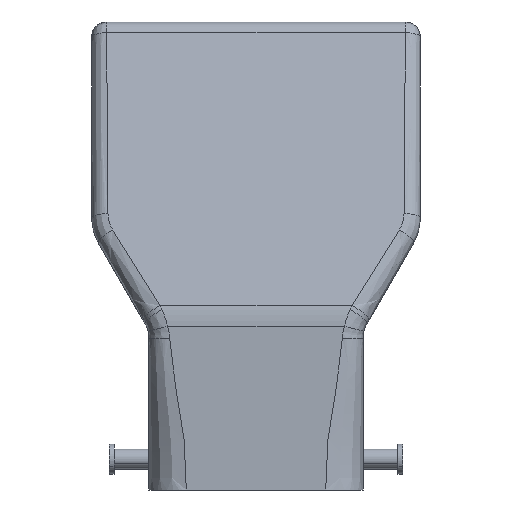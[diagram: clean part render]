
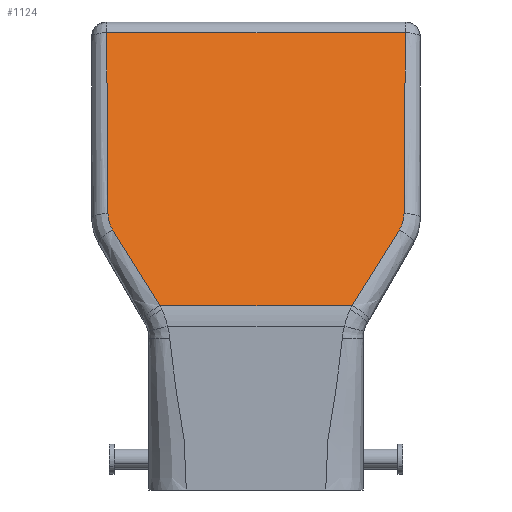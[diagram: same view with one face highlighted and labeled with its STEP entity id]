
A CAD part, front view. The second image highlights one B-rep face of the part: STEP entity #1124.
In plain terms, the highlighted planar face has unit normal (0, -0.961, 0.276).
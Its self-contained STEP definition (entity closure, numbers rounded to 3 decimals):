
#1005=AXIS2_PLACEMENT_3D('Plane Axis2P3D',#1002,#1003,#1004) ;
#326=CARTESIAN_POINT('Vertex',(3.,16.295,91.827)) ;
#329=CARTESIAN_POINT('Line Origine',(49.5,16.295,91.827)) ;
#333=CARTESIAN_POINT('Vertex',(62.999,16.295,91.827)) ;
#1002=CARTESIAN_POINT('Axis2P3D Location',(33.,0.,35.)) ;
#1008=CARTESIAN_POINT('Control Point',(61.757,4.931,52.198)) ;
#1009=CARTESIAN_POINT('Control Point',(61.572,4.844,51.893)) ;
#1010=CARTESIAN_POINT('Control Point',(61.387,4.757,51.588)) ;
#1011=CARTESIAN_POINT('Control Point',(61.202,4.669,51.284)) ;
#1012=CARTESIAN_POINT('Control Point',(60.839,4.498,50.687)) ;
#1013=CARTESIAN_POINT('Control Point',(60.476,4.327,50.091)) ;
#1014=CARTESIAN_POINT('Control Point',(60.261,4.226,49.738)) ;
#1015=CARTESIAN_POINT('Control Point',(59.523,3.88,48.53)) ;
#1016=CARTESIAN_POINT('Control Point',(58.782,3.533,47.322)) ;
#1017=CARTESIAN_POINT('Control Point',(58.218,3.271,46.406)) ;
#1018=CARTESIAN_POINT('Control Point',(57.463,2.92,45.185)) ;
#1019=CARTESIAN_POINT('Control Point',(56.704,2.571,43.966)) ;
#1020=CARTESIAN_POINT('Control Point',(56.514,2.483,43.661)) ;
#1021=CARTESIAN_POINT('Control Point',(55.564,2.048,42.141)) ;
#1022=CARTESIAN_POINT('Control Point',(54.611,1.614,40.63)) ;
#1023=CARTESIAN_POINT('Control Point',(53.848,1.27,39.431)) ;
#1024=CARTESIAN_POINT('Control Point',(53.074,0.925,38.225)) ;
#1025=CARTESIAN_POINT('Control Point',(52.294,0.581,37.026)) ;
#1026=CARTESIAN_POINT('Vertex',(52.294,0.581,37.026)) ;
#1028=CARTESIAN_POINT('Vertex',(61.757,4.931,52.198)) ;
#1032=CARTESIAN_POINT('Control Point',(62.736,5.878,55.498)) ;
#1033=CARTESIAN_POINT('Control Point',(62.722,5.7,54.877)) ;
#1034=CARTESIAN_POINT('Control Point',(62.635,5.521,54.253)) ;
#1035=CARTESIAN_POINT('Control Point',(62.473,5.345,53.642)) ;
#1036=CARTESIAN_POINT('Control Point',(62.211,5.158,52.989)) ;
#1037=CARTESIAN_POINT('Control Point',(61.87,4.985,52.385)) ;
#1038=CARTESIAN_POINT('Control Point',(61.833,4.967,52.322)) ;
#1039=CARTESIAN_POINT('Control Point',(61.796,4.949,52.26)) ;
#1040=CARTESIAN_POINT('Control Point',(61.757,4.931,52.198)) ;
#1041=CARTESIAN_POINT('Vertex',(62.736,5.878,55.498)) ;
#1045=CARTESIAN_POINT('Control Point',(62.999,16.295,91.827)) ;
#1046=CARTESIAN_POINT('Control Point',(62.999,16.239,91.632)) ;
#1047=CARTESIAN_POINT('Control Point',(62.999,16.183,91.437)) ;
#1048=CARTESIAN_POINT('Control Point',(62.999,16.147,91.31)) ;
#1049=CARTESIAN_POINT('Control Point',(62.998,15.726,89.842)) ;
#1050=CARTESIAN_POINT('Control Point',(62.997,15.304,88.373)) ;
#1051=CARTESIAN_POINT('Control Point',(62.995,14.934,87.08)) ;
#1052=CARTESIAN_POINT('Control Point',(62.981,12.897,79.977)) ;
#1053=CARTESIAN_POINT('Control Point',(62.942,10.862,72.881)) ;
#1054=CARTESIAN_POINT('Control Point',(62.89,9.208,67.111)) ;
#1055=CARTESIAN_POINT('Control Point',(62.827,7.54,61.296)) ;
#1056=CARTESIAN_POINT('Control Point',(62.736,5.878,55.498)) ;
#1059=CARTESIAN_POINT('Control Point',(3.001,16.295,91.827)) ;
#1060=CARTESIAN_POINT('Control Point',(3.001,16.239,91.632)) ;
#1061=CARTESIAN_POINT('Control Point',(3.001,16.183,91.437)) ;
#1062=CARTESIAN_POINT('Control Point',(3.001,16.147,91.31)) ;
#1063=CARTESIAN_POINT('Control Point',(3.002,15.726,89.842)) ;
#1064=CARTESIAN_POINT('Control Point',(3.003,15.304,88.373)) ;
#1065=CARTESIAN_POINT('Control Point',(3.005,14.934,87.08)) ;
#1066=CARTESIAN_POINT('Control Point',(3.019,12.897,79.977)) ;
#1067=CARTESIAN_POINT('Control Point',(3.058,10.862,72.881)) ;
#1068=CARTESIAN_POINT('Control Point',(3.11,9.208,67.111)) ;
#1069=CARTESIAN_POINT('Control Point',(3.173,7.54,61.296)) ;
#1070=CARTESIAN_POINT('Control Point',(3.264,5.878,55.498)) ;
#1071=CARTESIAN_POINT('Vertex',(3.264,5.878,55.498)) ;
#1075=CARTESIAN_POINT('Control Point',(3.264,5.878,55.498)) ;
#1076=CARTESIAN_POINT('Control Point',(3.278,5.7,54.877)) ;
#1077=CARTESIAN_POINT('Control Point',(3.365,5.521,54.253)) ;
#1078=CARTESIAN_POINT('Control Point',(3.527,5.345,53.642)) ;
#1079=CARTESIAN_POINT('Control Point',(3.789,5.158,52.989)) ;
#1080=CARTESIAN_POINT('Control Point',(4.13,4.985,52.385)) ;
#1081=CARTESIAN_POINT('Control Point',(4.167,4.967,52.322)) ;
#1082=CARTESIAN_POINT('Control Point',(4.204,4.949,52.26)) ;
#1083=CARTESIAN_POINT('Control Point',(4.243,4.931,52.198)) ;
#1084=CARTESIAN_POINT('Vertex',(4.243,4.931,52.198)) ;
#1088=CARTESIAN_POINT('Control Point',(4.243,4.931,52.198)) ;
#1089=CARTESIAN_POINT('Control Point',(4.428,4.844,51.893)) ;
#1090=CARTESIAN_POINT('Control Point',(4.613,4.757,51.588)) ;
#1091=CARTESIAN_POINT('Control Point',(4.798,4.669,51.284)) ;
#1092=CARTESIAN_POINT('Control Point',(5.161,4.498,50.687)) ;
#1093=CARTESIAN_POINT('Control Point',(5.524,4.327,50.091)) ;
#1094=CARTESIAN_POINT('Control Point',(5.739,4.226,49.738)) ;
#1095=CARTESIAN_POINT('Control Point',(6.477,3.88,48.53)) ;
#1096=CARTESIAN_POINT('Control Point',(7.218,3.533,47.322)) ;
#1097=CARTESIAN_POINT('Control Point',(7.782,3.271,46.406)) ;
#1098=CARTESIAN_POINT('Control Point',(8.537,2.92,45.185)) ;
#1099=CARTESIAN_POINT('Control Point',(9.296,2.571,43.966)) ;
#1100=CARTESIAN_POINT('Control Point',(9.486,2.483,43.661)) ;
#1101=CARTESIAN_POINT('Control Point',(10.436,2.048,42.141)) ;
#1102=CARTESIAN_POINT('Control Point',(11.389,1.614,40.63)) ;
#1103=CARTESIAN_POINT('Control Point',(12.152,1.27,39.431)) ;
#1104=CARTESIAN_POINT('Control Point',(12.926,0.925,38.225)) ;
#1105=CARTESIAN_POINT('Control Point',(13.706,0.581,37.026)) ;
#1106=CARTESIAN_POINT('Vertex',(13.706,0.581,37.026)) ;
#1109=CARTESIAN_POINT('Line Origine',(33.,0.581,37.026)) ;
#330=DIRECTION('Vector Direction',(1.,0.,0.)) ;
#1003=DIRECTION('Axis2P3D Direction',(0.,0.961,-0.276)) ;
#1004=DIRECTION('Axis2P3D XDirection',(0.,0.276,0.961)) ;
#1110=DIRECTION('Vector Direction',(1.,0.,0.)) ;
#331=VECTOR('Line Direction',#330,1.) ;
#1111=VECTOR('Line Direction',#1110,1.) ;
#1115=ORIENTED_EDGE('',*,*,#1030,.T.) ;
#1116=ORIENTED_EDGE('',*,*,#1043,.T.) ;
#1117=ORIENTED_EDGE('',*,*,#1057,.T.) ;
#1118=ORIENTED_EDGE('',*,*,#335,.F.) ;
#1119=ORIENTED_EDGE('',*,*,#1073,.F.) ;
#1120=ORIENTED_EDGE('',*,*,#1086,.F.) ;
#1121=ORIENTED_EDGE('',*,*,#1108,.F.) ;
#1122=ORIENTED_EDGE('',*,*,#1113,.F.) ;
#1124=ADVANCED_FACE('Hood',(#1123),#1006,.F.) ;
#1007=B_SPLINE_CURVE_WITH_KNOTS('',5,(#1008,#1009,#1010,#1011,#1012,#1013,#1014,#1015,#1016,#1017,#1018,#1019,#1020,#1021,#1022,#1023,#1024,#1025),.UNSPECIFIED.,.F.,.U.,(6,3,3,3,3,6),(0.,2.599,5.095,12.913,15.521,25.924),.UNSPECIFIED.) ;
#1031=B_SPLINE_CURVE_WITH_KNOTS('',5,(#1032,#1033,#1034,#1035,#1036,#1037,#1038,#1039,#1040),.UNSPECIFIED.,.F.,.U.,(6,3,6),(0.,4.572,5.108),.UNSPECIFIED.) ;
#1044=B_SPLINE_CURVE_WITH_KNOTS('',5,(#1045,#1046,#1047,#1048,#1049,#1050,#1051,#1052,#1053,#1054,#1055,#1056),.UNSPECIFIED.,.F.,.U.,(6,3,3,6),(0.,1.441,10.784,53.582),.UNSPECIFIED.) ;
#1058=B_SPLINE_CURVE_WITH_KNOTS('',5,(#1059,#1060,#1061,#1062,#1063,#1064,#1065,#1066,#1067,#1068,#1069,#1070),.UNSPECIFIED.,.F.,.U.,(6,3,3,6),(0.,1.441,10.784,53.582),.UNSPECIFIED.) ;
#1074=B_SPLINE_CURVE_WITH_KNOTS('',5,(#1075,#1076,#1077,#1078,#1079,#1080,#1081,#1082,#1083),.UNSPECIFIED.,.F.,.U.,(6,3,6),(0.,4.572,5.108),.UNSPECIFIED.) ;
#1087=B_SPLINE_CURVE_WITH_KNOTS('',5,(#1088,#1089,#1090,#1091,#1092,#1093,#1094,#1095,#1096,#1097,#1098,#1099,#1100,#1101,#1102,#1103,#1104,#1105),.UNSPECIFIED.,.F.,.U.,(6,3,3,3,3,6),(0.,2.599,5.095,12.913,15.521,25.924),.UNSPECIFIED.) ;
#335=EDGE_CURVE('',#327,#334,#332,.T.) ;
#1030=EDGE_CURVE('',#1027,#1029,#1007,.F.) ;
#1043=EDGE_CURVE('',#1029,#1042,#1031,.F.) ;
#1057=EDGE_CURVE('',#1042,#334,#1044,.F.) ;
#1073=EDGE_CURVE('',#1072,#327,#1058,.F.) ;
#1086=EDGE_CURVE('',#1085,#1072,#1074,.F.) ;
#1108=EDGE_CURVE('',#1107,#1085,#1087,.F.) ;
#1113=EDGE_CURVE('',#1027,#1107,#1112,.F.) ;
#1114=EDGE_LOOP('',(#1115,#1116,#1117,#1118,#1119,#1120,#1121,#1122)) ;
#1123=FACE_OUTER_BOUND('',#1114,.T.) ;
#332=LINE('Line',#329,#331) ;
#1112=LINE('Line',#1109,#1111) ;
#1006=PLANE('',#1005) ;
#327=VERTEX_POINT('',#326) ;
#334=VERTEX_POINT('',#333) ;
#1027=VERTEX_POINT('',#1026) ;
#1029=VERTEX_POINT('',#1028) ;
#1042=VERTEX_POINT('',#1041) ;
#1072=VERTEX_POINT('',#1071) ;
#1085=VERTEX_POINT('',#1084) ;
#1107=VERTEX_POINT('',#1106) ;
